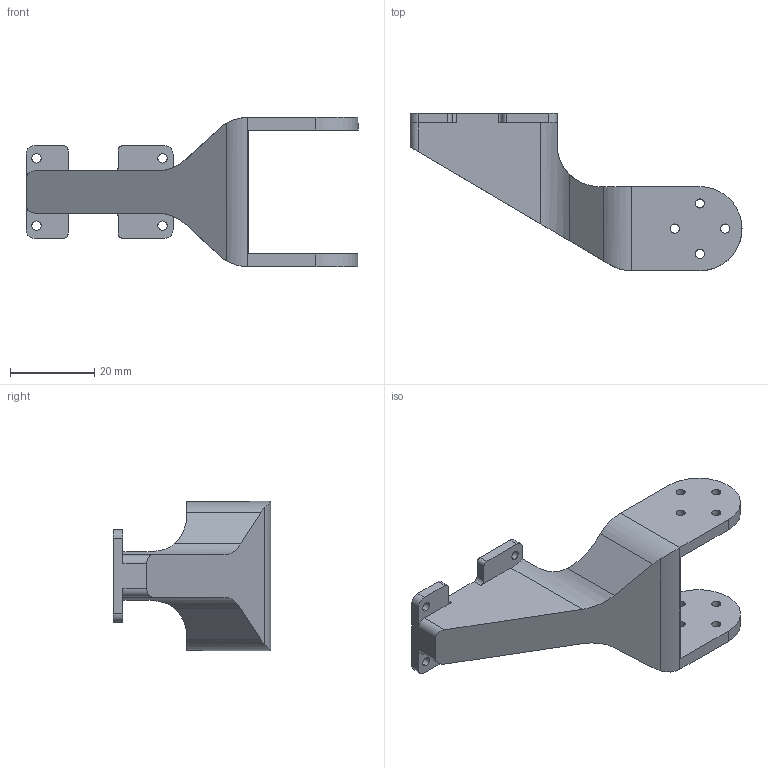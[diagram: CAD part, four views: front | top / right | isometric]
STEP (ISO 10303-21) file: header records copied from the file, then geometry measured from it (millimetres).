
FILE_DESCRIPTION (( 'STEP AP214' ), '1' );
FILE_NAME ('factr_teleop_franka_l6.STEP', '2025-03-30T19:44:17', ( '' ), ( '' ), 'SwSTEP 2.0', 'SolidWorks 2024', '' );
FILE_SCHEMA (( 'AUTOMOTIVE_DESIGN' ));
Length unit declared in the file: millimetre
Products named in the file (1): factr_teleop_franka_l6
Bounding box: 79.02 x 37.5 x 35.5 mm (x, y, z)
Volume: 17991.6 mm3; surface area: 7668.7 mm2
Topology: 1 solids, 1 shells, 73 faces, 213 edges, 142 vertices
Faces by surface type: cylinder 46, plane 27
Entity records: 2550 total; most frequent: CARTESIAN_POINT 489, DIRECTION 433, ORIENTED_EDGE 426, EDGE_CURVE 213, AXIS2_PLACEMENT_3D 158, VERTEX_POINT 142, VECTOR 117, LINE 117
